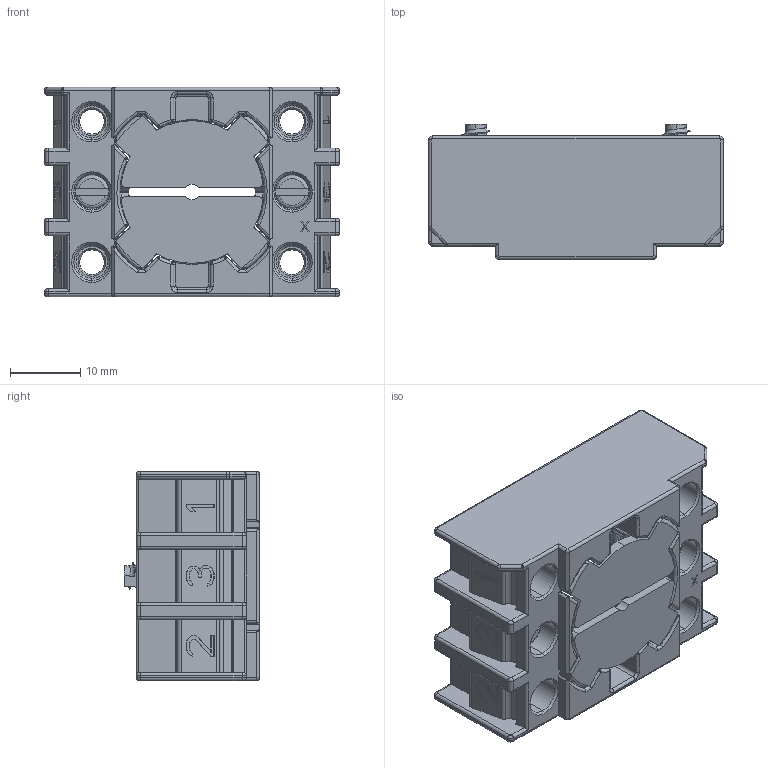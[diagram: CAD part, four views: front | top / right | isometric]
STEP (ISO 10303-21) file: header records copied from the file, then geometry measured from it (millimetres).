
FILE_DESCRIPTION (( 'STEP AP203' ), '1' );
FILE_NAME ('EFM.step', '2020-12-14T22:30:53', ( '' ), ( '' ), 'SwSTEP 2.0', 'SolidWorks 2019', '' );
FILE_SCHEMA (( 'CONFIG_CONTROL_DESIGN' ));
Length unit declared in the file: inch
Products named in the file (1): EFM
Bounding box: 42 x 19.26 x 29.8 mm (x, y, z)
Volume: 10746.5 mm3; surface area: 9504.4 mm2
Topology: 3 solids, 3 shells, 1243 faces, 3303 edges, 2034 vertices
Faces by surface type: plane 458, cylinder 434, bspline 239, cone 89, torus 23
Entity records: 55122 total; most frequent: CARTESIAN_POINT 26469, ORIENTED_EDGE 6534, DIRECTION 5323, EDGE_CURVE 3267, VERTEX_POINT 2034, AXIS2_PLACEMENT_3D 1812, LINE 1699, VECTOR 1699
